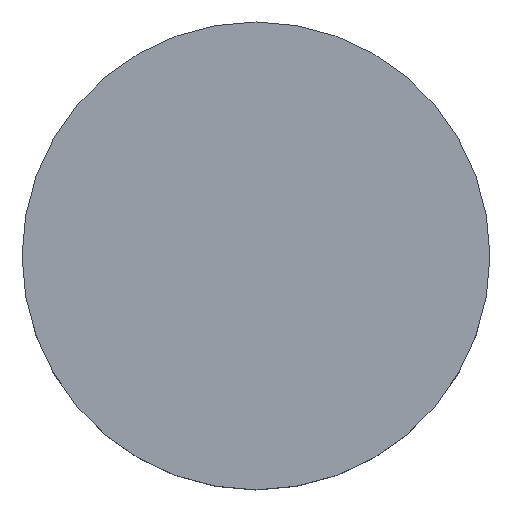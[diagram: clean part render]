
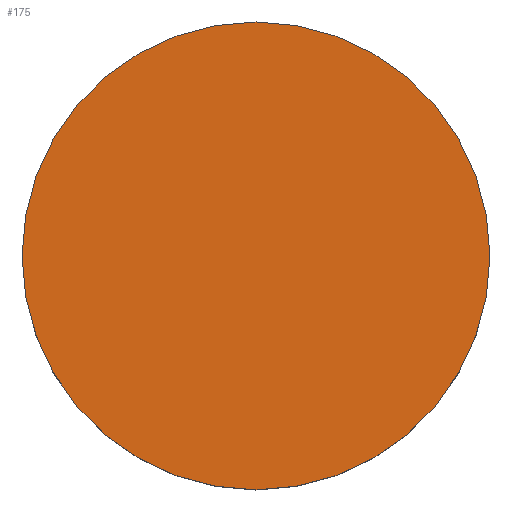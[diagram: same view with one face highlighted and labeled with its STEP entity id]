
A CAD part, top view. The second image highlights one B-rep face of the part: STEP entity #175.
In plain terms, the highlighted planar face has unit normal (0, 0, 1).
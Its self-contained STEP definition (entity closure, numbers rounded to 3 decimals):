
#20=PLANE('',#218);
#41=FACE_OUTER_BOUND('',#53,.T.);
#53=EDGE_LOOP('',(#159,#160));
#72=CIRCLE('',#216,0.91);
#73=CIRCLE('',#217,0.91);
#90=VERTEX_POINT('',#331);
#91=VERTEX_POINT('',#332);
#113=EDGE_CURVE('',#90,#91,#72,.T.);
#114=EDGE_CURVE('',#91,#90,#73,.T.);
#159=ORIENTED_EDGE('',*,*,#113,.T.);
#160=ORIENTED_EDGE('',*,*,#114,.T.);
#175=ADVANCED_FACE('',(#41),#20,.T.);
#216=AXIS2_PLACEMENT_3D('',#333,#276,#277);
#217=AXIS2_PLACEMENT_3D('',#334,#278,#279);
#218=AXIS2_PLACEMENT_3D('',#336,#281,#282);
#276=DIRECTION('center_axis',(0.,0.,1.));
#277=DIRECTION('ref_axis',(1.,0.,0.));
#278=DIRECTION('center_axis',(0.,0.,1.));
#279=DIRECTION('ref_axis',(1.,0.,0.));
#281=DIRECTION('center_axis',(0.,0.,1.));
#282=DIRECTION('ref_axis',(1.,0.,0.));
#331=CARTESIAN_POINT('',(0.91,0.,0.));
#332=CARTESIAN_POINT('',(-0.91,0.,0.));
#333=CARTESIAN_POINT('Origin',(0.,0.,0.));
#334=CARTESIAN_POINT('Origin',(0.,0.,0.));
#336=CARTESIAN_POINT('Origin',(0.,0.,0.));
